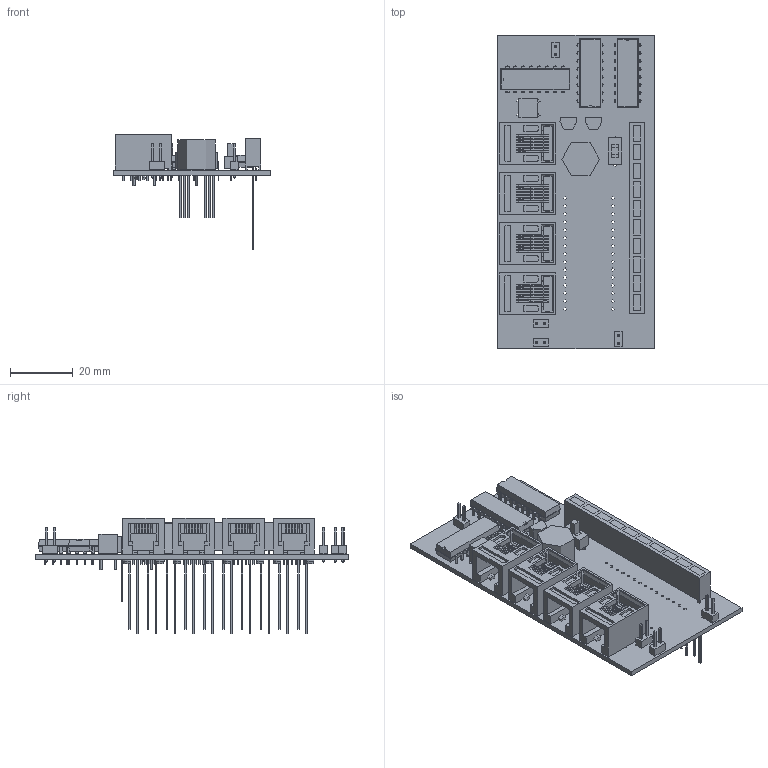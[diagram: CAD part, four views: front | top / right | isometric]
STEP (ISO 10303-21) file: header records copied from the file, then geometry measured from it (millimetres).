
FILE_DESCRIPTION(('KiCad electronic assembly'),'2;1');
FILE_NAME('buzzCatcher.step','2025-03-26T20:42:13',('Pcbnew'),('Kicad'), 'Open CASCADE STEP processor 7.8','KiCad to STEP converter','Unknown' );
FILE_SCHEMA(('AUTOMOTIVE_DESIGN { 1 0 10303 214 1 1 1 1 }'));
Length unit declared in the file: millimetre
Products named in the file (18): buzzCatcher 1; 95501-2661; 955012661; BS170; BC547BBU; 67996-100HLF; ASSEMBLY; 4116R-1-103FLF; OS102011MS2QS1; CMT-1209-590T; SSA-LXH1025GD; TS02-66-60-BK-100-SCR-D; buzzCatcher_PCB
Assembly tree (26 placements, depth 3):
  buzzCatcher 1
    95501-2661  x4
      955012661
    BS170  x2
      BC547BBU
    67996-100HLF  x4
      ASSEMBLY
    4116R-1-103FLF  x3
      ASSEMBLY
    OS102011MS2QS1
      OS102011MS2QS1
    CMT-1209-590T
      ASSEMBLY
    SSA-LXH1025GD
      SSA-LXH1025GD
    TS02-66-60-BK-100-SCR-D
      ASSEMBLY
    buzzCatcher_PCB
Bounding box: 50 x 100 x 36.98 mm (x, y, z)
Volume: 19345.2 mm3
Topology: 101 solids, 102 shells, 2592 faces, 7013 edges, 4726 vertices
Faces by surface type: plane 2100, cylinder 476, cone 16
Full cylindrical faces by diameter (mm): 0.6 x2, 0.688 x48, 0.8 x9, 0.9 x24, 0.91 x20, 1 x40, 1.15 x8, 1.5 x2, 3.25 x8
Entity records: 33509 total; most frequent: CARTESIAN_POINT 5613, ORIENTED_EDGE 5310, DIRECTION 5271, EDGE_CURVE 2655, LINE 2133, VECTOR 2133, VERTEX_POINT 1769, AXIS2_PLACEMENT_3D 1569
